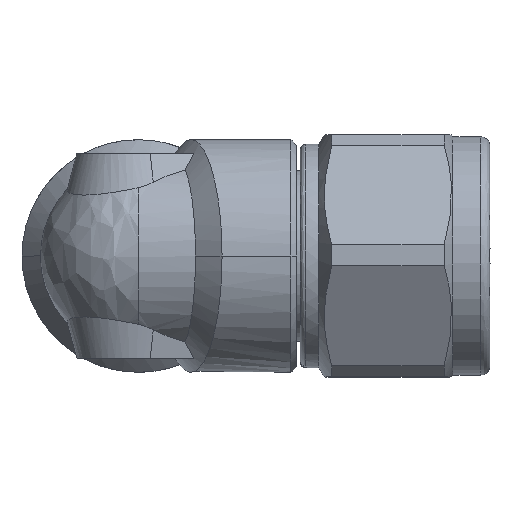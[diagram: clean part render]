
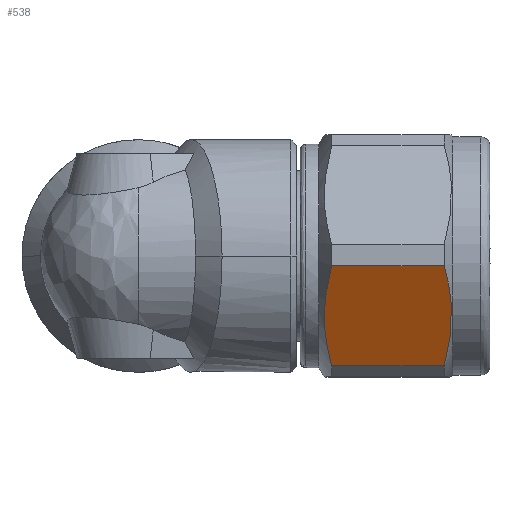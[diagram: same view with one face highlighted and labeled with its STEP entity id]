
A CAD part, left-side view. The second image highlights one B-rep face of the part: STEP entity #538.
In plain terms, the highlighted free-form (B-spline) face has degree [1, 1] with [2, 2] control points.
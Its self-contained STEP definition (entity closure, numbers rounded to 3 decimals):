
#8 = CARTESIAN_POINT ( 'NONE',  ( -5.14, -16.798, -4.11 ) ) ;
#17 = CARTESIAN_POINT ( 'NONE',  ( -6.529, -10.126, -1.668 ) ) ;
#28 = CARTESIAN_POINT ( 'NONE',  ( -6.392, -16.744, -1.909 ) ) ;
#93 = CARTESIAN_POINT ( 'NONE',  ( -5.972, -16.829, -2.648 ) ) ;
#204 = VERTEX_POINT ( 'NONE', #297 ) ;
#297 = CARTESIAN_POINT ( 'NONE',  ( -7.181, -10.393, -0.521 ) ) ;
#504 = CARTESIAN_POINT ( 'NONE',  ( -5.398, -16.834, -3.656 ) ) ;
#538 = ADVANCED_FACE ( 'NONE', ( #1248 ), #1460, .T. ) ;
#971 = CARTESIAN_POINT ( 'NONE',  ( -6.856, -10.24, -1.092 ) ) ;
#984 = CARTESIAN_POINT ( 'NONE',  ( -5.78, -16.842, -2.984 ) ) ;
#1046 = CARTESIAN_POINT ( 'NONE',  ( -6.359, -16.752, -1.967 ) ) ;
#1248 = FACE_OUTER_BOUND ( 'NONE', #2018, .T. ) ;
#1295 = VERTEX_POINT ( 'NONE', #2546 ) ;
#1438 = CARTESIAN_POINT ( 'NONE',  ( -4.381, -10.261, -5.445 ) ) ;
#1458 = CARTESIAN_POINT ( 'NONE',  ( -5.329, -10.002, -3.778 ) ) ;
#1460 = B_SPLINE_SURFACE_WITH_KNOTS ( 'NONE', 1, 1, ( 
 ( #2440, #4948 ),
 ( #2483, #5912 ) ),
 .UNSPECIFIED., .F., .F., .F.,
 ( 2, 2 ),
 ( 2, 2 ),
 ( 0., 1. ),
 ( 0., 1. ),
 .UNSPECIFIED. ) ;
#1518 = CARTESIAN_POINT ( 'NONE',  ( -6.409, -16.739, -1.879 ) ) ;
#1538 = CARTESIAN_POINT ( 'NONE',  ( -5.527, -16.842, -3.43 ) ) ;
#1925 = CARTESIAN_POINT ( 'NONE',  ( -4.772, -16.705, -4.758 ) ) ;
#1951 = CARTESIAN_POINT ( 'NONE',  ( -6.31, -16.764, -2.052 ) ) ;
#2016 = CARTESIAN_POINT ( 'NONE',  ( -4.864, -16.731, -4.596 ) ) ;
#2018 = EDGE_LOOP ( 'NONE', ( #4342, #5050, #5475, #2465 ) ) ;
#2120 = CARTESIAN_POINT ( 'NONE',  ( -7.181, -10.393, -0.521 ) ) ;
#2327 = CARTESIAN_POINT ( 'NONE',  ( -4.99, -10.067, -4.374 ) ) ;
#2349 = CARTESIAN_POINT ( 'NONE',  ( -6.161, -10.033, -2.315 ) ) ;
#2375 = CARTESIAN_POINT ( 'NONE',  ( -5.521, -9.989, -3.441 ) ) ;
#2395 = CARTESIAN_POINT ( 'NONE',  ( -7.05, -10.327, -0.752 ) ) ;
#2428 = CARTESIAN_POINT ( 'NONE',  ( -6.197, -16.79, -2.252 ) ) ;
#2439 = B_SPLINE_CURVE_WITH_KNOTS ( 'NONE', 3,
 ( #5789, #6299, #6253, #5345, #1925, #5720, #3793, #2016, #4481, #4423, #8, #504, #1538, #984, #93, #2428, #1951, #1046, #28, #1518, #3925, #4891, #2942 ),
 .UNSPECIFIED., .F., .F.,
 ( 4, 1, 1, 1, 1, 2, 2, 2, 2, 1, 1, 1, 2, 2, 4 ),
 ( 0., 0.125, 0.187, 0.219, 0.234, 0.242, 0.25, 0.375, 0.5, 0.625, 0.687, 0.719, 0.734, 0.75, 1. ),
 .UNSPECIFIED. ) ;
#2440 = CARTESIAN_POINT ( 'NONE',  ( -4.12, -16.907, -5.905 ) ) ;
#2465 = ORIENTED_EDGE ( 'NONE', *, *, #3834, .T. ) ;
#2483 = CARTESIAN_POINT ( 'NONE',  ( -7.181, -16.907, -0.521 ) ) ;
#2546 = CARTESIAN_POINT ( 'NONE',  ( -4.12, -10.393, -5.905 ) ) ;
#2784 = CARTESIAN_POINT ( 'NONE',  ( -7.181, -16.438, -0.521 ) ) ;
#2839 = CARTESIAN_POINT ( 'NONE',  ( -4.892, -10.092, -4.547 ) ) ;
#2882 = CARTESIAN_POINT ( 'NONE',  ( -6.452, -10.104, -1.803 ) ) ;
#2905 = CARTESIAN_POINT ( 'NONE',  ( -5.774, -9.989, -2.996 ) ) ;
#2942 = CARTESIAN_POINT ( 'NONE',  ( -7.181, -16.438, -0.521 ) ) ;
#2981 = CARTESIAN_POINT ( 'NONE',  ( -4.12, -16.438, -5.905 ) ) ;
#3049 = EDGE_CURVE ( 'NONE', #204, #1295, #6104, .T. ) ;
#3356 = CARTESIAN_POINT ( 'NONE',  ( -6.475, -10.11, -1.762 ) ) ;
#3793 = CARTESIAN_POINT ( 'NONE',  ( -4.849, -16.727, -4.623 ) ) ;
#3834 = EDGE_CURVE ( 'NONE', #1295, #4947, #5725, .T. ) ;
#3846 = CARTESIAN_POINT ( 'NONE',  ( -4.909, -10.087, -4.516 ) ) ;
#3872 = CARTESIAN_POINT ( 'NONE',  ( -5.903, -9.997, -2.769 ) ) ;
#3892 = CARTESIAN_POINT ( 'NONE',  ( -7.181, -10.393, -0.521 ) ) ;
#3915 = CARTESIAN_POINT ( 'NONE',  ( -4.12, -10.393, -5.905 ) ) ;
#3925 = CARTESIAN_POINT ( 'NONE',  ( -6.667, -16.669, -1.425 ) ) ;
#3945 = CARTESIAN_POINT ( 'NONE',  ( -4.12, -16.438, -5.905 ) ) ;
#4152 = EDGE_CURVE ( 'NONE', #5803, #204, #5193, .T. ) ;
#4318 = CARTESIAN_POINT ( 'NONE',  ( -6.637, -10.161, -1.478 ) ) ;
#4342 = ORIENTED_EDGE ( 'NONE', *, *, #5406, .T. ) ;
#4391 = CARTESIAN_POINT ( 'NONE',  ( -6.437, -10.099, -1.83 ) ) ;
#4412 = CARTESIAN_POINT ( 'NONE',  ( -6.291, -10.06, -2.087 ) ) ;
#4423 = CARTESIAN_POINT ( 'NONE',  ( -5.01, -16.771, -4.339 ) ) ;
#4481 = CARTESIAN_POINT ( 'NONE',  ( -4.871, -16.733, -4.584 ) ) ;
#4836 = CARTESIAN_POINT ( 'NONE',  ( -4.634, -10.162, -5.001 ) ) ;
#4881 = CARTESIAN_POINT ( 'NONE',  ( -4.942, -10.079, -4.459 ) ) ;
#4891 = CARTESIAN_POINT ( 'NONE',  ( -6.919, -16.57, -0.981 ) ) ;
#4947 = VERTEX_POINT ( 'NONE', #2981 ) ;
#4948 = CARTESIAN_POINT ( 'NONE',  ( -4.12, -9.924, -5.905 ) ) ;
#5050 = ORIENTED_EDGE ( 'NONE', *, *, #4152, .T. ) ;
#5074 = CARTESIAN_POINT ( 'NONE',  ( -7.181, -16.438, -0.521 ) ) ;
#5193 = B_SPLINE_CURVE_WITH_KNOTS ( 'NONE', 1,
 ( #5074, #2120 ),
 .UNSPECIFIED., .F., .F.,
 ( 2, 2 ),
 ( 0., 1. ),
 .UNSPECIFIED. ) ;
#5282 = CARTESIAN_POINT ( 'NONE',  ( -6.43, -10.098, -1.842 ) ) ;
#5345 = CARTESIAN_POINT ( 'NONE',  ( -4.664, -16.67, -4.948 ) ) ;
#5406 = EDGE_CURVE ( 'NONE', #4947, #5803, #2439, .T. ) ;
#5475 = ORIENTED_EDGE ( 'NONE', *, *, #3049, .T. ) ;
#5720 = CARTESIAN_POINT ( 'NONE',  ( -4.826, -16.721, -4.663 ) ) ;
#5725 = B_SPLINE_CURVE_WITH_KNOTS ( 'NONE', 1,
 ( #5913, #3945 ),
 .UNSPECIFIED., .F., .F.,
 ( 2, 2 ),
 ( 0., 1. ),
 .UNSPECIFIED. ) ;
#5789 = CARTESIAN_POINT ( 'NONE',  ( -4.12, -16.438, -5.905 ) ) ;
#5803 = VERTEX_POINT ( 'NONE', #2784 ) ;
#5912 = CARTESIAN_POINT ( 'NONE',  ( -7.181, -9.924, -0.521 ) ) ;
#5913 = CARTESIAN_POINT ( 'NONE',  ( -4.12, -10.393, -5.905 ) ) ;
#6104 = B_SPLINE_CURVE_WITH_KNOTS ( 'NONE', 3,
 ( #3892, #2395, #971, #4318, #17, #3356, #2882, #4391, #5282, #4412, #2349, #3872, #2905, #2375, #1458, #6287, #2327, #4881, #3846, #2839, #4836, #1438, #3915 ),
 .UNSPECIFIED., .F., .F.,
 ( 4, 1, 1, 1, 1, 2, 2, 2, 2, 1, 1, 1, 2, 2, 4 ),
 ( 0., 0.125, 0.187, 0.219, 0.234, 0.242, 0.25, 0.375, 0.5, 0.625, 0.687, 0.719, 0.734, 0.75, 1. ),
 .UNSPECIFIED. ) ;
#6253 = CARTESIAN_POINT ( 'NONE',  ( -4.444, -16.591, -5.334 ) ) ;
#6287 = CARTESIAN_POINT ( 'NONE',  ( -5.104, -10.041, -4.174 ) ) ;
#6299 = CARTESIAN_POINT ( 'NONE',  ( -4.251, -16.504, -5.674 ) ) ;
